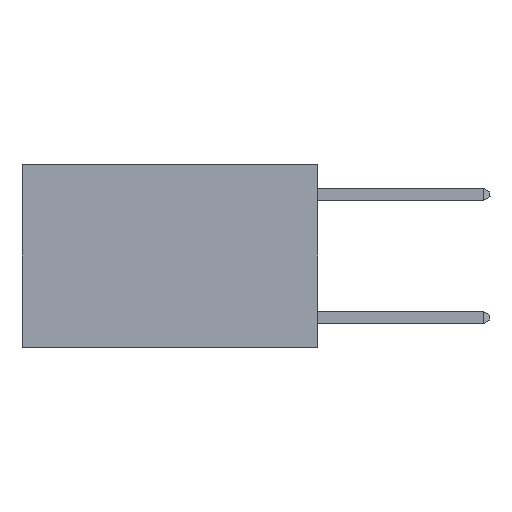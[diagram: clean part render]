
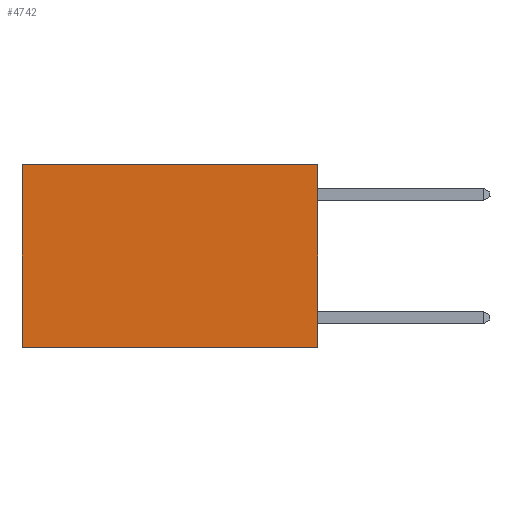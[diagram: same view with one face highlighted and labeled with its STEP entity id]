
A CAD part, left-side view. The second image highlights one B-rep face of the part: STEP entity #4742.
In plain terms, the highlighted planar face has unit normal (-1, 0, 0).
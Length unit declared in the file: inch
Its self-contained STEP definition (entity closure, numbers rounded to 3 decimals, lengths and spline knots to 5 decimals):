
#308 = LINE ( 'NONE', #3084, #631 ) ;
#437 = ORIENTED_EDGE ( 'NONE', *, *, #8127, .T. ) ;
#631 = VECTOR ( 'NONE', #4006, 39.37008 ) ;
#977 = LINE ( 'NONE', #3737, #8068 ) ;
#1286 = ORIENTED_EDGE ( 'NONE', *, *, #3214, .F. ) ;
#1845 = LINE ( 'NONE', #4689, #8192 ) ;
#1944 = CARTESIAN_POINT ( 'NONE',  ( 0.2625, 0.6, -0.37 ) ) ;
#2352 = CARTESIAN_POINT ( 'NONE',  ( 0.2625, 0., -0.37 ) ) ;
#2937 = EDGE_CURVE ( 'NONE', #3407, #5932, #308, .T. ) ;
#3084 = CARTESIAN_POINT ( 'NONE',  ( 0.2625, 0., 0. ) ) ;
#3113 = VECTOR ( 'NONE', #6582, 39.37008 ) ;
#3214 = EDGE_CURVE ( 'NONE', #5932, #5577, #3777, .T. ) ;
#3407 = VERTEX_POINT ( 'NONE', #4847 ) ;
#3453 = PLANE ( 'NONE',  #7213 ) ;
#3737 = CARTESIAN_POINT ( 'NONE',  ( 0.2625, 0.6, 0. ) ) ;
#3777 = LINE ( 'NONE', #2352, #3113 ) ;
#4006 = DIRECTION ( 'NONE',  ( 0., 0., -1. ) ) ;
#4689 = CARTESIAN_POINT ( 'NONE',  ( 0.2625, 0., 0. ) ) ;
#4742 = ADVANCED_FACE ( 'NONE', ( #6932 ), #3453, .F. ) ;
#4847 = CARTESIAN_POINT ( 'NONE',  ( 0.2625, 0., 0. ) ) ;
#4890 = DIRECTION ( 'NONE',  ( 1., 0., 0. ) ) ;
#5226 = ORIENTED_EDGE ( 'NONE', *, *, #5483, .T. ) ;
#5253 = DIRECTION ( 'NONE',  ( 0., 0., -1. ) ) ;
#5394 = VERTEX_POINT ( 'NONE', #8655 ) ;
#5483 = EDGE_CURVE ( 'NONE', #3407, #5394, #1845, .T. ) ;
#5577 = VERTEX_POINT ( 'NONE', #1944 ) ;
#5913 = DIRECTION ( 'NONE',  ( 0., 1., 0. ) ) ;
#5932 = VERTEX_POINT ( 'NONE', #7536 ) ;
#6582 = DIRECTION ( 'NONE',  ( 0., 1., 0. ) ) ;
#6932 = FACE_OUTER_BOUND ( 'NONE', #6994, .T. ) ;
#6994 = EDGE_LOOP ( 'NONE', ( #437, #1286, #7274, #5226 ) ) ;
#7213 = AXIS2_PLACEMENT_3D ( 'NONE', #8359, #4890, #7671 ) ;
#7274 = ORIENTED_EDGE ( 'NONE', *, *, #2937, .F. ) ;
#7536 = CARTESIAN_POINT ( 'NONE',  ( 0.2625, 0., -0.37 ) ) ;
#7671 = DIRECTION ( 'NONE',  ( 0., 0., -1. ) ) ;
#8068 = VECTOR ( 'NONE', #5253, 39.37008 ) ;
#8127 = EDGE_CURVE ( 'NONE', #5394, #5577, #977, .T. ) ;
#8192 = VECTOR ( 'NONE', #5913, 39.37008 ) ;
#8359 = CARTESIAN_POINT ( 'NONE',  ( 0.2625, 0., 0. ) ) ;
#8655 = CARTESIAN_POINT ( 'NONE',  ( 0.2625, 0.6, 0. ) ) ;
